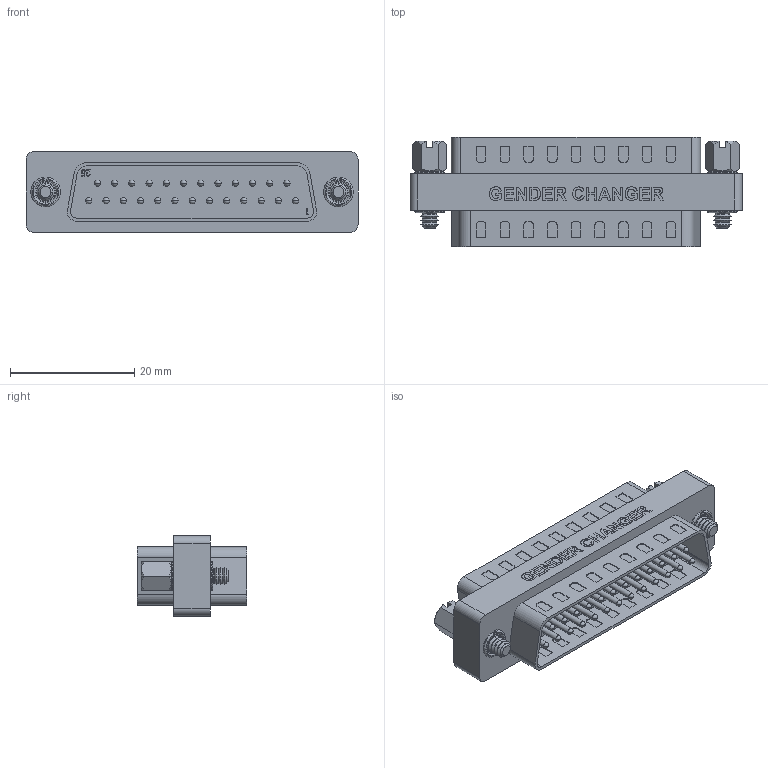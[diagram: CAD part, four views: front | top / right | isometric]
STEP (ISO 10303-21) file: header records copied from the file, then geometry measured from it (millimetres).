
FILE_DESCRIPTION (( 'STEP AP203' ), '1' );
FILE_NAME ('DGB25M.STEP', '2006-06-23T18:35:20', ( 'lcom' ), ( 'lcom' ), 'SwSTEP 2.0', 'SolidWorks 2006004', '' );
FILE_SCHEMA (( 'CONFIG_CONTROL_DESIGN' ));
Length unit declared in the file: inch
Products named in the file (4): 3AA05-002; SD25P_Without Mounting Flange and Solder Cups; DGB25F-MA1; DGB25M
Assembly tree (5 placements, depth 2):
  DGB25M
    3AA05-002  x2
    SD25P_Without Mounting Flange and Solder Cups  x2
    DGB25F-MA1
Bounding box: 53.34 x 17.65 x 12.95 mm (x, y, z)
Volume: 4898.1 mm3; surface area: 7213.7 mm2
Topology: 5 solids, 5 shells, 1285 faces, 3394 edges, 2176 vertices
Faces by surface type: plane 655, cylinder 324, bspline 126, sphere 112, cone 56, torus 12
Entity records: 34764 total; most frequent: CARTESIAN_POINT 15134, ORIENTED_EDGE 4092, DIRECTION 3674, EDGE_CURVE 2046, VECTOR 1354, LINE 1354, VERTEX_POINT 1336, AXIS2_PLACEMENT_3D 1160
